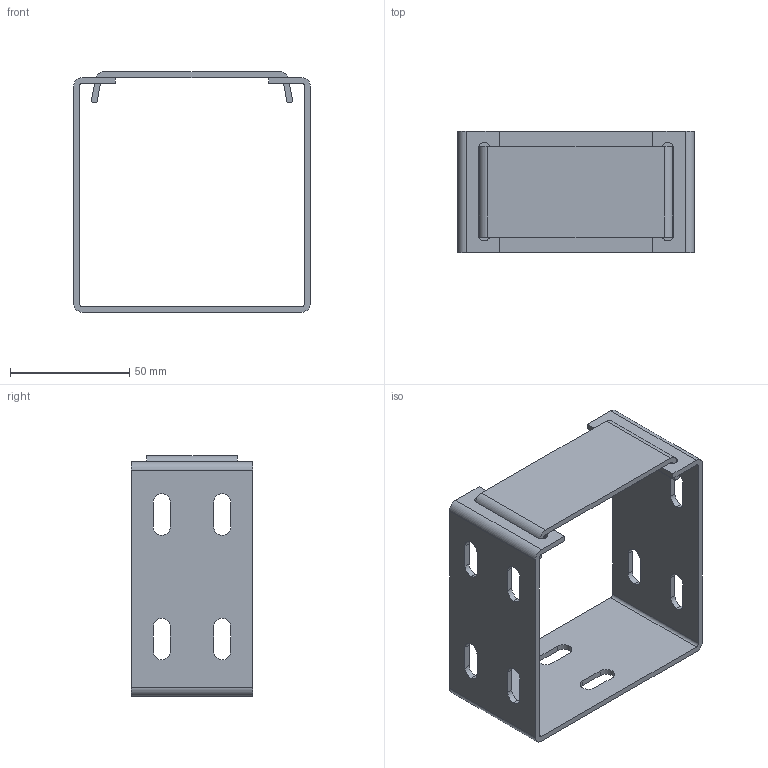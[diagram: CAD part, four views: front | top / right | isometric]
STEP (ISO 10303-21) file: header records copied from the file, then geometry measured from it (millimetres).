
FILE_DESCRIPTION (( 'STEP AP203' ), '1' );
FILE_NAME ('CWJO4.step', '2024-04-25T14:58:51', ( '' ), ( '' ), 'SwSTEP 2.0', 'SolidWorks 2023', '' );
FILE_SCHEMA (( 'CONFIG_CONTROL_DESIGN' ));
Length unit declared in the file: inch
Products named in the file (1): CWJO4
Bounding box: 99.21 x 50.8 x 100.84 mm (x, y, z)
Volume: 44424.1 mm3; surface area: 40728.2 mm2
Topology: 2 solids, 2 shells, 94 faces, 270 edges, 180 vertices
Faces by surface type: plane 48, cylinder 46
Entity records: 3231 total; most frequent: DIRECTION 552, CARTESIAN_POINT 545, ORIENTED_EDGE 540, EDGE_CURVE 270, AXIS2_PLACEMENT_3D 187, VERTEX_POINT 180, VECTOR 178, LINE 178
